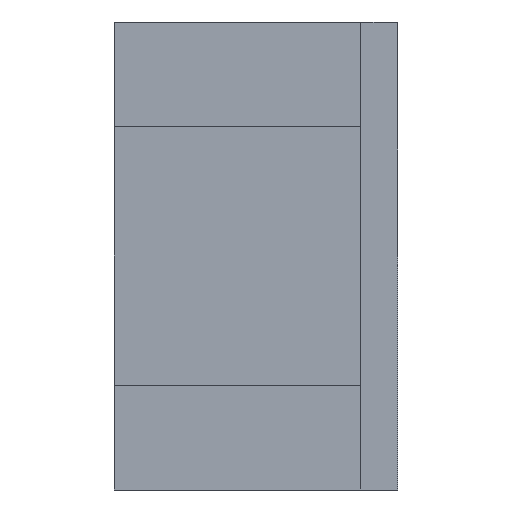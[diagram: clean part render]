
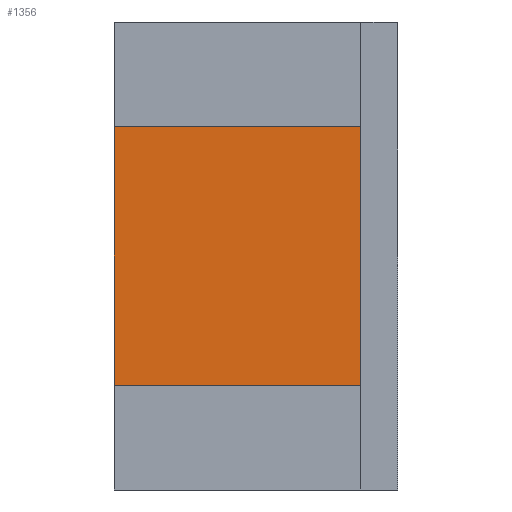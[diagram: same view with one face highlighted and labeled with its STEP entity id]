
A CAD part, left-side view. The second image highlights one B-rep face of the part: STEP entity #1356.
In plain terms, the highlighted planar face has unit normal (-1, 0, 0).
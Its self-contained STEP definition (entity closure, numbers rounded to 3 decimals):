
#74 = DIRECTION ( 'NONE',  ( 0., 0., 1. ) ) ;
#92 = DIRECTION ( 'NONE',  ( 0., 1., 0. ) ) ;
#145 = VECTOR ( 'NONE', #74, 1000. ) ;
#164 = ORIENTED_EDGE ( 'NONE', *, *, #1263, .T. ) ;
#256 = DIRECTION ( 'NONE',  ( 0., 0., 1. ) ) ;
#310 = LINE ( 'NONE', #1113, #145 ) ;
#323 = ORIENTED_EDGE ( 'NONE', *, *, #1200, .F. ) ;
#425 = LINE ( 'NONE', #567, #527 ) ;
#487 = VERTEX_POINT ( 'NONE', #750 ) ;
#506 = VERTEX_POINT ( 'NONE', #651 ) ;
#521 = EDGE_CURVE ( 'NONE', #487, #1446, #310, .T. ) ;
#527 = VECTOR ( 'NONE', #886, 1000. ) ;
#567 = CARTESIAN_POINT ( 'NONE',  ( 8.5, 1.5, -4.25 ) ) ;
#604 = LINE ( 'NONE', #1035, #1249 ) ;
#640 = VECTOR ( 'NONE', #92, 1000. ) ;
#651 = CARTESIAN_POINT ( 'NONE',  ( 8.5, 1.5, -4.25 ) ) ;
#750 = CARTESIAN_POINT ( 'NONE',  ( 8.5, 11.5, -14.75 ) ) ;
#886 = DIRECTION ( 'NONE',  ( 0., 1., 0. ) ) ;
#895 = CARTESIAN_POINT ( 'NONE',  ( 8.5, 1.5, -14.75 ) ) ;
#955 = VERTEX_POINT ( 'NONE', #1400 ) ;
#981 = PLANE ( 'NONE',  #1204 ) ;
#1035 = CARTESIAN_POINT ( 'NONE',  ( 8.5, 1.5, -19. ) ) ;
#1057 = ORIENTED_EDGE ( 'NONE', *, *, #1386, .T. ) ;
#1085 = CARTESIAN_POINT ( 'NONE',  ( 8.5, 11.5, -19. ) ) ;
#1096 = FACE_OUTER_BOUND ( 'NONE', #1195, .T. ) ;
#1113 = CARTESIAN_POINT ( 'NONE',  ( 8.5, 11.5, -19. ) ) ;
#1140 = CARTESIAN_POINT ( 'NONE',  ( 8.5, 11.5, -4.25 ) ) ;
#1195 = EDGE_LOOP ( 'NONE', ( #323, #164, #1057, #1338 ) ) ;
#1200 = EDGE_CURVE ( 'NONE', #955, #487, #1382, .T. ) ;
#1204 = AXIS2_PLACEMENT_3D ( 'NONE', #1085, #1315, #1323 ) ;
#1249 = VECTOR ( 'NONE', #256, 1000. ) ;
#1263 = EDGE_CURVE ( 'NONE', #955, #506, #604, .T. ) ;
#1315 = DIRECTION ( 'NONE',  ( 1., 0., 0. ) ) ;
#1323 = DIRECTION ( 'NONE',  ( 0., 0., -1. ) ) ;
#1338 = ORIENTED_EDGE ( 'NONE', *, *, #521, .F. ) ;
#1356 = ADVANCED_FACE ( 'NONE', ( #1096 ), #981, .F. ) ;
#1382 = LINE ( 'NONE', #895, #640 ) ;
#1386 = EDGE_CURVE ( 'NONE', #506, #1446, #425, .T. ) ;
#1400 = CARTESIAN_POINT ( 'NONE',  ( 8.5, 1.5, -14.75 ) ) ;
#1446 = VERTEX_POINT ( 'NONE', #1140 ) ;
